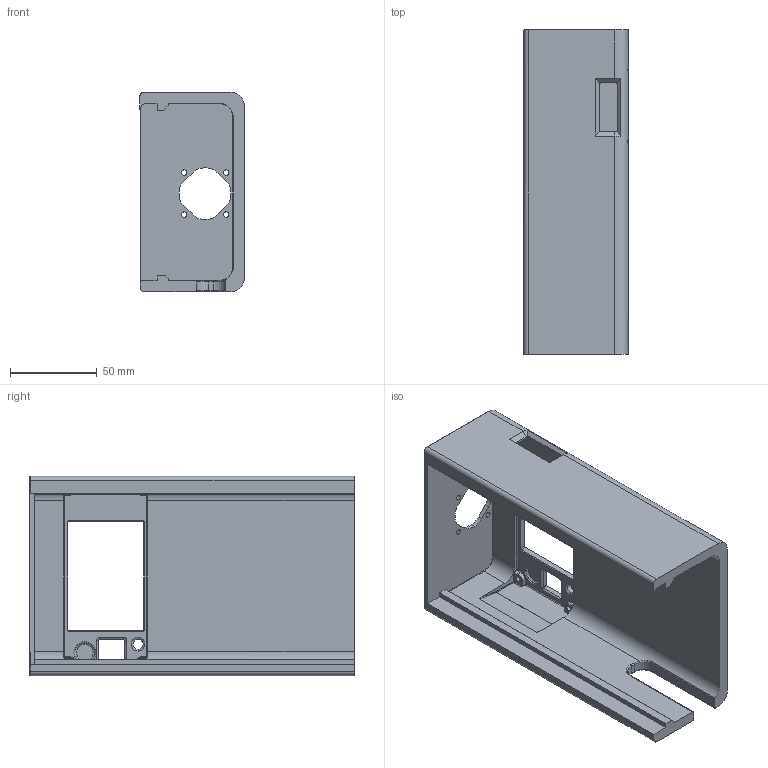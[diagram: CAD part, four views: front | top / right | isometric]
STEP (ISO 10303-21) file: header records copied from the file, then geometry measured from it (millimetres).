
FILE_DESCRIPTION (( 'STEP AP214' ), '1' );
FILE_NAME ('MicroBeta_ElectronicsCase_v3.STEP', '2021-09-09T02:34:37', ( '' ), ( '' ), 'SwSTEP 2.0', 'SolidWorks 2021', '' );
FILE_SCHEMA (( 'AUTOMOTIVE_DESIGN' ));
Length unit declared in the file: inch
Products named in the file (1): MicroBeta_ElectronicsCase_v3
Bounding box: 60.06 x 186.62 x 114.55 mm (x, y, z)
Volume: 236548.2 mm3; surface area: 93224.2 mm2
Topology: 1 solids, 1 shells, 693 faces, 1714 edges, 1036 vertices
Faces by surface type: plane 397, cylinder 118, bspline 114, torus 54, cone 6, sphere 4
Entity records: 40071 total; most frequent: CARTESIAN_POINT 24410, ORIENTED_EDGE 3422, DIRECTION 2890, EDGE_CURVE 1711, VECTOR 1124, LINE 1124, VERTEX_POINT 1036, AXIS2_PLACEMENT_3D 883
